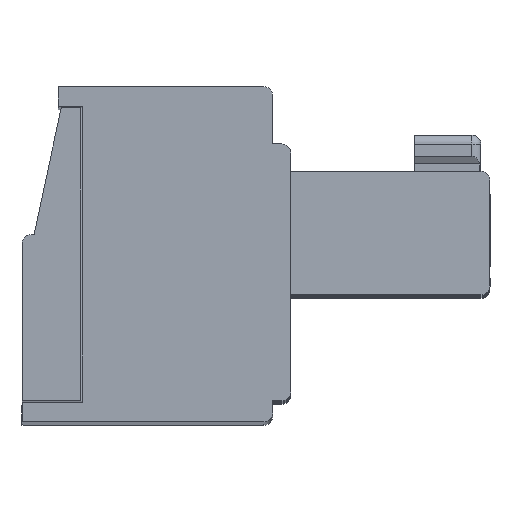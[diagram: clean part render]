
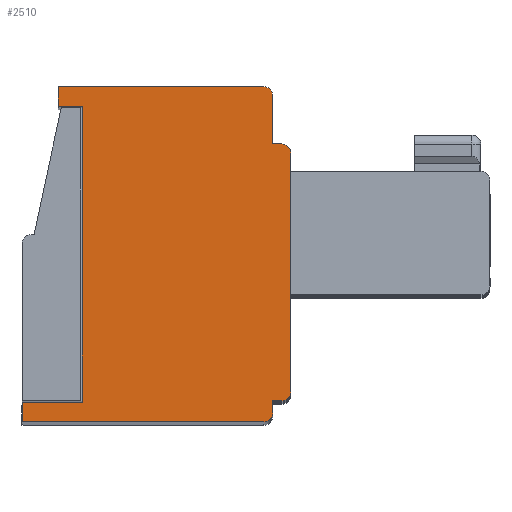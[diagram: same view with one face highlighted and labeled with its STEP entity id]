
A CAD part, top view. The second image highlights one B-rep face of the part: STEP entity #2510.
In plain terms, the highlighted planar face has unit normal (0, 0, 1).
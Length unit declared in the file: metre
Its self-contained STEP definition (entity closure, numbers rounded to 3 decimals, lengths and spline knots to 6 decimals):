
#2510=ADVANCED_FACE('',(#5891),#5892,.F.);
#5891=FACE_OUTER_BOUND('',#10228,.T.);
#5892=PLANE('',#10229);
#10228=EDGE_LOOP('',(#17669,#17670,#17671,#17672,#17673,#17674,#17675,#17676,#17677,#17678,#17679,#17680,#17681,#17682,#17683,#17684));
#10229=AXIS2_PLACEMENT_3D('',#17685,#17686,#17687);
#17669=ORIENTED_EDGE('',*,*,#27744,.T.);
#17670=ORIENTED_EDGE('',*,*,#27745,.T.);
#17671=ORIENTED_EDGE('',*,*,#27655,.T.);
#17672=ORIENTED_EDGE('',*,*,#27746,.T.);
#17673=ORIENTED_EDGE('',*,*,#27747,.T.);
#17674=ORIENTED_EDGE('',*,*,#27748,.F.);
#17675=ORIENTED_EDGE('',*,*,#27749,.T.);
#17676=ORIENTED_EDGE('',*,*,#27750,.T.);
#17677=ORIENTED_EDGE('',*,*,#27651,.T.);
#17678=ORIENTED_EDGE('',*,*,#27751,.T.);
#17679=ORIENTED_EDGE('',*,*,#27752,.T.);
#17680=ORIENTED_EDGE('',*,*,#27753,.T.);
#17681=ORIENTED_EDGE('',*,*,#27754,.T.);
#17682=ORIENTED_EDGE('',*,*,#27755,.F.);
#17683=ORIENTED_EDGE('',*,*,#27756,.T.);
#17684=ORIENTED_EDGE('',*,*,#27757,.T.);
#17685=CARTESIAN_POINT('',(0.013673,0.00851,0.060558));
#17686=DIRECTION('',(0.,0.,-1.0));
#17687=DIRECTION('',(0.0,-1.0,0.));
#27651=EDGE_CURVE('',#33919,#33917,#33920,.T.);
#27655=EDGE_CURVE('',#33927,#33925,#33928,.T.);
#27744=EDGE_CURVE('',#34058,#34059,#34060,.T.);
#27745=EDGE_CURVE('',#34059,#33927,#34061,.T.);
#27746=EDGE_CURVE('',#33925,#34062,#34063,.T.);
#27747=EDGE_CURVE('',#34062,#34064,#34065,.T.);
#27748=EDGE_CURVE('',#34066,#34064,#34067,.T.);
#27749=EDGE_CURVE('',#34066,#34068,#34069,.T.);
#27750=EDGE_CURVE('',#34068,#33919,#34070,.T.);
#27751=EDGE_CURVE('',#33917,#34071,#34072,.T.);
#27752=EDGE_CURVE('',#34071,#34073,#34074,.T.);
#27753=EDGE_CURVE('',#34073,#34075,#34076,.T.);
#27754=EDGE_CURVE('',#34075,#34077,#34078,.T.);
#27755=EDGE_CURVE('',#34079,#34077,#34080,.T.);
#27756=EDGE_CURVE('',#34079,#34081,#34082,.T.);
#27757=EDGE_CURVE('',#34081,#34058,#34083,.T.);
#33917=VERTEX_POINT('',#43080);
#33919=VERTEX_POINT('',#43083);
#33920=LINE('',#43084,#43085);
#33925=VERTEX_POINT('',#43092);
#33927=VERTEX_POINT('',#43095);
#33928=LINE('',#43096,#43097);
#34058=VERTEX_POINT('',#43294);
#34059=VERTEX_POINT('',#43295);
#34060=LINE('',#43296,#43297);
#34061=CIRCLE('',#43298,0.0003);
#34062=VERTEX_POINT('',#43299);
#34063=LINE('',#43300,#43301);
#34064=VERTEX_POINT('',#43302);
#34065=CIRCLE('',#43303,0.0003);
#34066=VERTEX_POINT('',#43304);
#34067=LINE('',#43305,#43306);
#34068=VERTEX_POINT('',#43307);
#34069=CIRCLE('',#43308,0.0003);
#34070=LINE('',#43309,#43310);
#34071=VERTEX_POINT('',#43311);
#34072=CIRCLE('',#43312,0.0003);
#34073=VERTEX_POINT('',#43313);
#34074=LINE('',#43314,#43315);
#34075=VERTEX_POINT('',#43316);
#34076=LINE('',#43317,#43318);
#34077=VERTEX_POINT('',#43319);
#34078=LINE('',#43320,#43321);
#34079=VERTEX_POINT('',#43322);
#34080=LINE('',#43323,#43324);
#34081=VERTEX_POINT('',#43325);
#34082=LINE('',#43326,#43327);
#34083=LINE('',#43328,#43329);
#43080=CARTESIAN_POINT('',(0.006773,0.01131,0.060558));
#43083=CARTESIAN_POINT('',(0.006773,0.00971,0.060558));
#43084=CARTESIAN_POINT('',(0.006773,0.00851,0.060558));
#43085=VECTOR('',#50336,1.0);
#43092=CARTESIAN_POINT('',(0.006773,0.00121,0.060558));
#43095=CARTESIAN_POINT('',(0.006773,0.00081,0.060558));
#43096=CARTESIAN_POINT('',(0.006773,0.00851,0.060558));
#43097=VECTOR('',#50340,1.0);
#43294=CARTESIAN_POINT('',(-0.001527,0.00051,0.060558));
#43295=CARTESIAN_POINT('',(0.006473,0.00051,0.060558));
#43296=CARTESIAN_POINT('',(0.013673,0.00051,0.060558));
#43297=VECTOR('',#50438,1.0);
#43298=AXIS2_PLACEMENT_3D('',#50439,#50440,#50441);
#43299=CARTESIAN_POINT('',(0.007073,0.00121,0.060558));
#43300=CARTESIAN_POINT('',(0.013673,0.00121,0.060558));
#43301=VECTOR('',#50442,1.0);
#43302=CARTESIAN_POINT('',(0.007373,0.00151,0.060558));
#43303=AXIS2_PLACEMENT_3D('',#50443,#50444,#50445);
#43304=CARTESIAN_POINT('',(0.007373,0.00941,0.060558));
#43305=CARTESIAN_POINT('',(0.007373,0.00941,0.060558));
#43306=VECTOR('',#50446,1.0);
#43307=CARTESIAN_POINT('',(0.007073,0.00971,0.060558));
#43308=AXIS2_PLACEMENT_3D('',#50447,#50448,#50449);
#43309=CARTESIAN_POINT('',(0.006773,0.00971,0.060558));
#43310=VECTOR('',#50450,1.0);
#43311=CARTESIAN_POINT('',(0.006473,0.01161,0.060558));
#43312=AXIS2_PLACEMENT_3D('',#50451,#50452,#50453);
#43313=CARTESIAN_POINT('',(-0.000327,0.01161,0.060558));
#43314=CARTESIAN_POINT('',(0.013673,0.01161,0.060558));
#43315=VECTOR('',#50454,1.0);
#43316=CARTESIAN_POINT('',(-0.000327,0.01096,0.060558));
#43317=CARTESIAN_POINT('',(-0.000327,0.00851,0.060558));
#43318=VECTOR('',#50455,1.0);
#43319=CARTESIAN_POINT('',(0.000473,0.01096,0.060558));
#43320=CARTESIAN_POINT('',(0.013673,0.01096,0.060558));
#43321=VECTOR('',#50456,1.0);
#43322=CARTESIAN_POINT('',(0.000473,0.00116,0.060558));
#43323=CARTESIAN_POINT('',(0.000473,0.00116,0.060558));
#43324=VECTOR('',#50457,1.0);
#43325=CARTESIAN_POINT('',(-0.001527,0.00116,0.060558));
#43326=CARTESIAN_POINT('',(0.013673,0.00116,0.060558));
#43327=VECTOR('',#50458,1.0);
#43328=CARTESIAN_POINT('',(-0.001527,0.00851,0.060558));
#43329=VECTOR('',#50459,1.0);
#50336=DIRECTION('',(0.,1.0,0.));
#50340=DIRECTION('',(0.,1.0,0.));
#50438=DIRECTION('',(1.0,0.,0.));
#50439=CARTESIAN_POINT('',(0.006473,0.00081,0.060558));
#50440=DIRECTION('',(0.,0.,1.0));
#50441=DIRECTION('',(-1.0,0.,0.));
#50442=DIRECTION('',(1.0,0.,0.));
#50443=CARTESIAN_POINT('',(0.007073,0.00151,0.060558));
#50444=DIRECTION('',(0.,0.,1.0));
#50445=DIRECTION('',(-1.0,0.,0.));
#50446=DIRECTION('',(0.,-1.0,0.0));
#50447=CARTESIAN_POINT('',(0.007073,0.00941,0.060558));
#50448=DIRECTION('',(0.,0.,1.0));
#50449=DIRECTION('',(-1.0,0.0,0.));
#50450=DIRECTION('',(-1.0,0.,0.));
#50451=CARTESIAN_POINT('',(0.006473,0.01131,0.060558));
#50452=DIRECTION('',(0.,0.,1.0));
#50453=DIRECTION('',(-1.0,0.,0.));
#50454=DIRECTION('',(-1.0,0.,0.));
#50455=DIRECTION('',(0.,-1.0,0.));
#50456=DIRECTION('',(1.0,0.,0.));
#50457=DIRECTION('',(0.,1.0,0.0));
#50458=DIRECTION('',(-1.0,0.,0.));
#50459=DIRECTION('',(0.,-1.0,0.));
